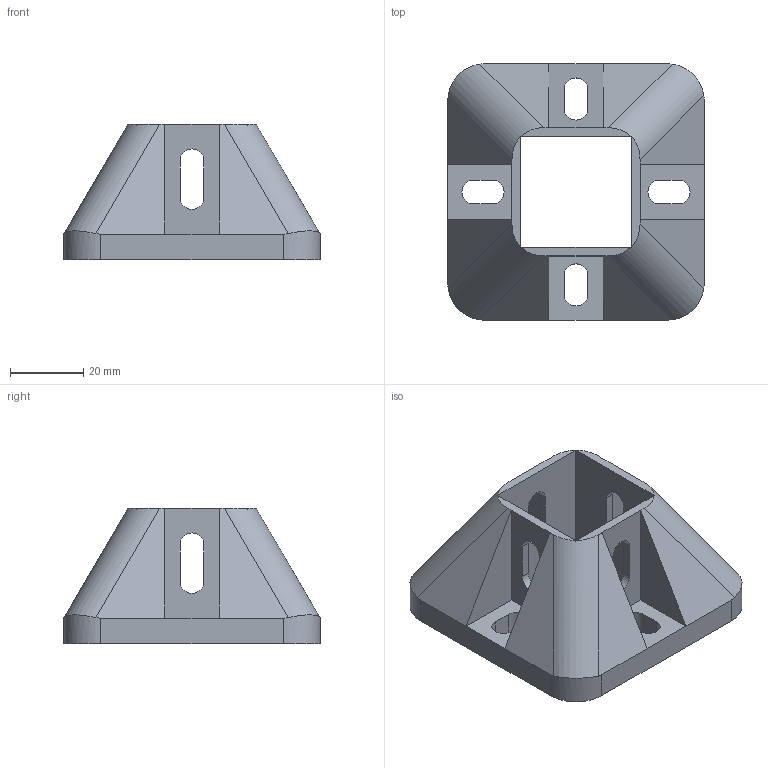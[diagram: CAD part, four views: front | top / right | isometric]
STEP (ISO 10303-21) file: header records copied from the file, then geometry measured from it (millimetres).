
FILE_DESCRIPTION(/* description */ ('STEP AP214'),/* implementation_level */ '2;1');
FILE_NAME(/* name */ '3030_base.stp',/* time_stamp */ '2024-07-09T17:20:25+09:00',/* author */ ('OMS55'),/* organization */ (''),/* preprocessor_version */ 'ST-DEVELOPER v19',/* originating_system */ 'Autodesk Inventor 2023',/* authorisation */ '');
FILE_SCHEMA (('AUTOMOTIVE_DESIGN { 1 0 10303 214 3 1 1 }'));
Length unit declared in the file: millimetre
Products named in the file (1): 3030_base
Bounding box: 70 x 70 x 37 mm (x, y, z)
Volume: 65179.5 mm3; surface area: 20182.5 mm2
Topology: 1 solids, 1 shells, 77 faces, 212 edges, 136 vertices
Faces by surface type: plane 53, cylinder 24
Entity records: 2530 total; most frequent: DIRECTION 432, CARTESIAN_POINT 426, ORIENTED_EDGE 424, EDGE_CURVE 212, LINE 148, VECTOR 148, AXIS2_PLACEMENT_3D 142, VERTEX_POINT 136
